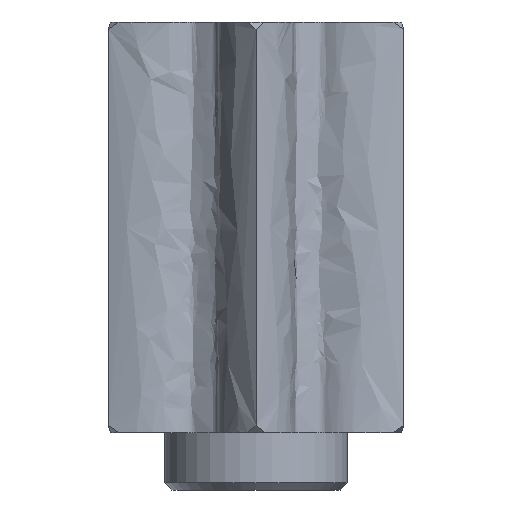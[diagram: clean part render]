
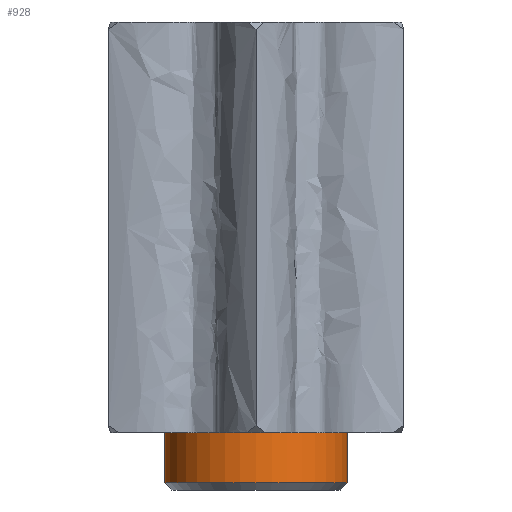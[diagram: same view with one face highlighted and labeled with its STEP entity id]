
A CAD part, front view. The second image highlights one B-rep face of the part: STEP entity #928.
In plain terms, the highlighted cylindrical face has radius 3.175 mm (diameter 6.35 mm), a partial arc.
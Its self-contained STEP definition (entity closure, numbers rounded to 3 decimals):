
#32 = VERTEX_POINT ( 'NONE', #148 ) ;
#148 = CARTESIAN_POINT ( 'NONE',  ( -3.175, 0., -7.144 ) ) ;
#176 = DIRECTION ( 'NONE',  ( -1., 0., 0. ) ) ;
#235 = CARTESIAN_POINT ( 'NONE',  ( -3.175, 0., -8.894 ) ) ;
#261 = DIRECTION ( 'NONE',  ( -1., 0., 0. ) ) ;
#358 = DIRECTION ( 'NONE',  ( 0., 0., 1. ) ) ;
#412 = CARTESIAN_POINT ( 'NONE',  ( -3.175, 0., -9.144 ) ) ;
#465 = ORIENTED_EDGE ( 'NONE', *, *, #1436, .T. ) ;
#482 = EDGE_CURVE ( 'NONE', #1508, #32, #1939, .T. ) ;
#499 = DIRECTION ( 'NONE',  ( 0., 0., -1. ) ) ;
#508 = CARTESIAN_POINT ( 'NONE',  ( 0., 0., -9.144 ) ) ;
#521 = AXIS2_PLACEMENT_3D ( 'NONE', #508, #1537, #852 ) ;
#557 = AXIS2_PLACEMENT_3D ( 'NONE', #1176, #499, #176 ) ;
#600 = VERTEX_POINT ( 'NONE', #235 ) ;
#651 = EDGE_CURVE ( 'NONE', #600, #32, #1636, .T. ) ;
#682 = CARTESIAN_POINT ( 'NONE',  ( 3.175, 0., -8.894 ) ) ;
#824 = CYLINDRICAL_SURFACE ( 'NONE', #521, 3.175 ) ;
#852 = DIRECTION ( 'NONE',  ( 1., 0., 0. ) ) ;
#915 = CARTESIAN_POINT ( 'NONE',  ( 0., 0., -8.894 ) ) ;
#928 = ADVANCED_FACE ( 'NONE', ( #1841 ), #824, .T. ) ;
#986 = VECTOR ( 'NONE', #358, 1000. ) ;
#1044 = CARTESIAN_POINT ( 'NONE',  ( 3.175, 0., -9.144 ) ) ;
#1070 = EDGE_CURVE ( 'NONE', #600, #1733, #1885, .T. ) ;
#1169 = DIRECTION ( 'NONE',  ( 0., 0., 1. ) ) ;
#1172 = ORIENTED_EDGE ( 'NONE', *, *, #482, .T. ) ;
#1176 = CARTESIAN_POINT ( 'NONE',  ( 0., 0., -7.144 ) ) ;
#1198 = EDGE_LOOP ( 'NONE', ( #1226, #1741, #465, #1172 ) ) ;
#1226 = ORIENTED_EDGE ( 'NONE', *, *, #651, .F. ) ;
#1416 = LINE ( 'NONE', #1044, #986 ) ;
#1436 = EDGE_CURVE ( 'NONE', #1733, #1508, #1416, .T. ) ;
#1508 = VERTEX_POINT ( 'NONE', #1717 ) ;
#1537 = DIRECTION ( 'NONE',  ( 0., 0., 1. ) ) ;
#1636 = LINE ( 'NONE', #412, #1660 ) ;
#1640 = AXIS2_PLACEMENT_3D ( 'NONE', #915, #1927, #261 ) ;
#1660 = VECTOR ( 'NONE', #1169, 1000. ) ;
#1717 = CARTESIAN_POINT ( 'NONE',  ( 3.175, 0., -7.144 ) ) ;
#1733 = VERTEX_POINT ( 'NONE', #682 ) ;
#1741 = ORIENTED_EDGE ( 'NONE', *, *, #1070, .T. ) ;
#1841 = FACE_OUTER_BOUND ( 'NONE', #1198, .T. ) ;
#1885 = CIRCLE ( 'NONE', #1640, 3.175 ) ;
#1927 = DIRECTION ( 'NONE',  ( 0., 0., 1. ) ) ;
#1939 = CIRCLE ( 'NONE', #557, 3.175 ) ;
